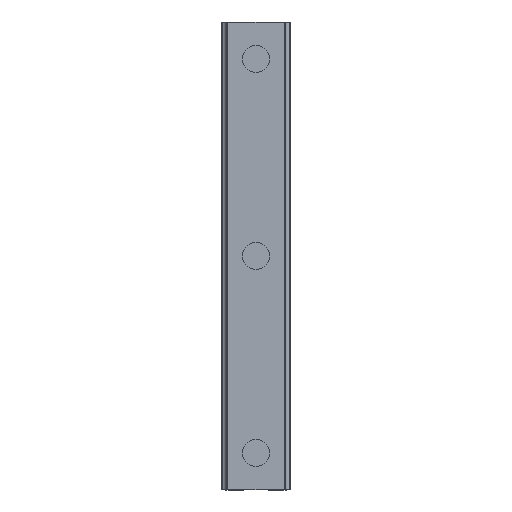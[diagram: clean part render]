
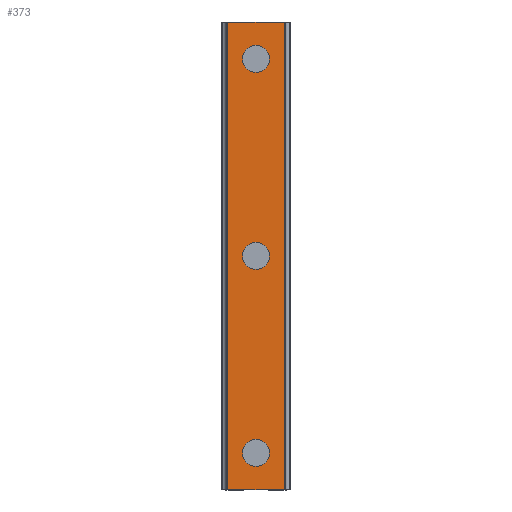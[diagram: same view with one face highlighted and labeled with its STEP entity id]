
A CAD part, top view. The second image highlights one B-rep face of the part: STEP entity #373.
In plain terms, the highlighted planar face has unit normal (0, 0, 1).
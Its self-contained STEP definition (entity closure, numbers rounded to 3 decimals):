
#373=ADVANCED_FACE('',(#767,#768,#769,#770),#771,.T.);
#767=FACE_BOUND('',#1178,.T.);
#768=FACE_BOUND('',#1179,.T.);
#769=FACE_BOUND('',#1180,.T.);
#770=FACE_OUTER_BOUND('',#1181,.T.);
#771=PLANE('',#1182);
#1178=EDGE_LOOP('',(#2279,#2280));
#1179=EDGE_LOOP('',(#2281,#2282));
#1180=EDGE_LOOP('',(#2283,#2284));
#1181=EDGE_LOOP('',(#2285,#2286,#2287,#2288));
#1182=AXIS2_PLACEMENT_3D('',#2289,#2290,#2291);
#2279=ORIENTED_EDGE('',*,*,#2486,.T.);
#2280=ORIENTED_EDGE('',*,*,#2841,.T.);
#2281=ORIENTED_EDGE('',*,*,#2476,.T.);
#2282=ORIENTED_EDGE('',*,*,#2847,.T.);
#2283=ORIENTED_EDGE('',*,*,#2466,.T.);
#2284=ORIENTED_EDGE('',*,*,#2853,.T.);
#2285=ORIENTED_EDGE('',*,*,#2823,.T.);
#2286=ORIENTED_EDGE('',*,*,#2894,.F.);
#2287=ORIENTED_EDGE('',*,*,#2695,.F.);
#2288=ORIENTED_EDGE('',*,*,#2892,.T.);
#2289=CARTESIAN_POINT('',(0.,190.0,23.));
#2290=DIRECTION('',(0.0,0.0,1.0));
#2291=DIRECTION('',(-1.0,0.0,-0.0));
#2466=EDGE_CURVE('',#2948,#2945,#2949,.T.);
#2476=EDGE_CURVE('',#2966,#2963,#2967,.T.);
#2486=EDGE_CURVE('',#2984,#2981,#2985,.T.);
#2695=EDGE_CURVE('',#3300,#3302,#3303,.T.);
#2823=EDGE_CURVE('',#3513,#3511,#3514,.T.);
#2841=EDGE_CURVE('',#2981,#2984,#3547,.T.);
#2847=EDGE_CURVE('',#2963,#2966,#3553,.T.);
#2853=EDGE_CURVE('',#2945,#2948,#3559,.T.);
#2892=EDGE_CURVE('',#3300,#3513,#3598,.T.);
#2894=EDGE_CURVE('',#3302,#3511,#3600,.T.);
#2945=VERTEX_POINT('',#3653);
#2948=VERTEX_POINT('',#3657);
#2949=CIRCLE('',#3658,5.5);
#2963=VERTEX_POINT('',#3675);
#2966=VERTEX_POINT('',#3679);
#2967=CIRCLE('',#3680,5.5);
#2981=VERTEX_POINT('',#3697);
#2984=VERTEX_POINT('',#3701);
#2985=CIRCLE('',#3702,5.5);
#3300=VERTEX_POINT('',#4146);
#3302=VERTEX_POINT('',#4149);
#3303=LINE('',#4150,#4151);
#3511=VERTEX_POINT('',#4443);
#3513=VERTEX_POINT('',#4446);
#3514=LINE('',#4447,#4448);
#3547=CIRCLE('',#4488,5.5);
#3553=CIRCLE('',#4494,5.5);
#3559=CIRCLE('',#4500,5.5);
#3598=LINE('',#4556,#4557);
#3600=LINE('',#4559,#4560);
#3653=CARTESIAN_POINT('',(5.5,15.0,23.));
#3657=CARTESIAN_POINT('',(-5.5,15.0,23.));
#3658=AXIS2_PLACEMENT_3D('',#4629,#4630,#4631);
#3675=CARTESIAN_POINT('',(5.5,95.0,23.));
#3679=CARTESIAN_POINT('',(-5.5,95.0,23.));
#3680=AXIS2_PLACEMENT_3D('',#4645,#4646,#4647);
#3697=CARTESIAN_POINT('',(5.5,175.0,23.));
#3701=CARTESIAN_POINT('',(-5.5,175.0,23.));
#3702=AXIS2_PLACEMENT_3D('',#4661,#4662,#4663);
#4146=CARTESIAN_POINT('',(-11.386,190.0,23.));
#4149=CARTESIAN_POINT('',(11.386,190.0,23.));
#4150=CARTESIAN_POINT('',(-11.386,190.0,23.));
#4151=VECTOR('',#4869,1.0);
#4443=CARTESIAN_POINT('',(11.386,0.0,23.));
#4446=CARTESIAN_POINT('',(-11.386,0.0,23.));
#4447=CARTESIAN_POINT('',(-11.386,0.0,23.));
#4448=VECTOR('',#5009,1.0);
#4488=AXIS2_PLACEMENT_3D('',#5044,#5045,#5046);
#4494=AXIS2_PLACEMENT_3D('',#5053,#5054,#5055);
#4500=AXIS2_PLACEMENT_3D('',#5062,#5063,#5064);
#4556=CARTESIAN_POINT('',(-11.386,190.0,23.));
#4557=VECTOR('',#5088,1.0);
#4559=CARTESIAN_POINT('',(11.386,190.0,23.));
#4560=VECTOR('',#5089,1.0);
#4629=CARTESIAN_POINT('',(0.0,15.0,23.));
#4630=DIRECTION('',(0.0,0.0,-1.0));
#4631=DIRECTION('',(1.0,0.0,0.0));
#4645=CARTESIAN_POINT('',(0.0,95.0,23.));
#4646=DIRECTION('',(0.0,0.0,-1.0));
#4647=DIRECTION('',(1.0,0.0,0.0));
#4661=CARTESIAN_POINT('',(0.0,175.0,23.));
#4662=DIRECTION('',(0.0,0.0,-1.0));
#4663=DIRECTION('',(1.0,0.0,0.0));
#4869=DIRECTION('',(1.0,0.0,0.0));
#5009=DIRECTION('',(1.0,0.0,0.0));
#5044=CARTESIAN_POINT('',(0.0,175.0,23.));
#5045=DIRECTION('',(0.0,0.0,-1.0));
#5046=DIRECTION('',(1.0,0.0,0.0));
#5053=CARTESIAN_POINT('',(0.0,95.0,23.));
#5054=DIRECTION('',(0.0,0.0,-1.0));
#5055=DIRECTION('',(1.0,0.0,0.0));
#5062=CARTESIAN_POINT('',(0.0,15.0,23.));
#5063=DIRECTION('',(0.0,0.0,-1.0));
#5064=DIRECTION('',(1.0,0.0,0.0));
#5088=DIRECTION('',(0.0,-1.0,0.0));
#5089=DIRECTION('',(0.0,-1.0,0.0));
